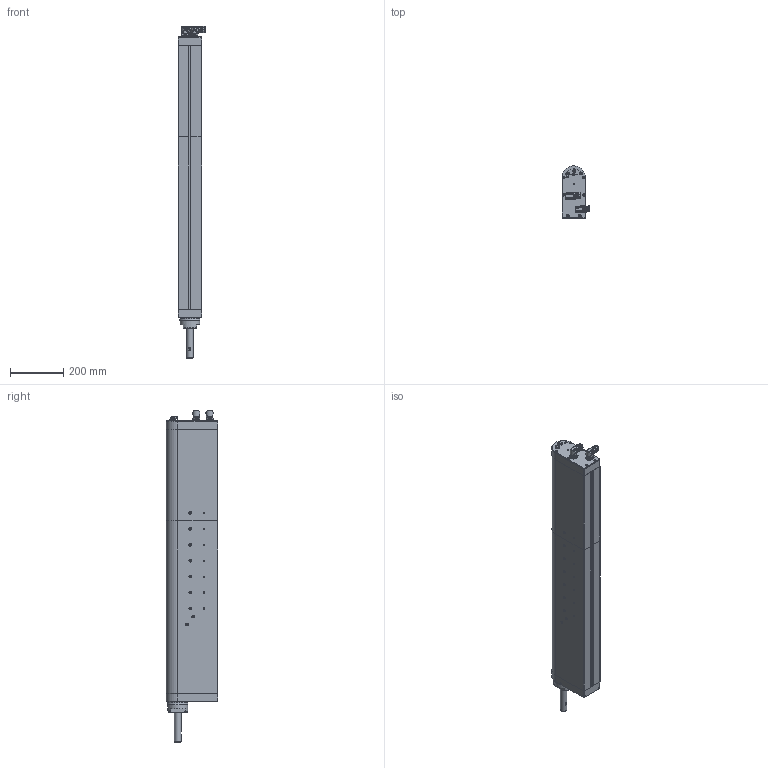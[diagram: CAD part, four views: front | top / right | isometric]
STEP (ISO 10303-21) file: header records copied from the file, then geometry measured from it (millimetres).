
FILE_DESCRIPTION (( 'STEP AP214' ), '1' );
FILE_NAME ('0186-0942_220905_PR02-88x76-C_48x240F-HP-C-300-L05_MS0x_TS00.STEP', '2022-09-05T13:49:49', ( '' ), ( '' ), 'SwSTEP 2.0', 'SolidWorks 2022', '' );
FILE_SCHEMA (( 'AUTOMOTIVE_DESIGN' ));
Length unit declared in the file: millimetre
Products named in the file (3): stator_PR02-88x76-C_48x240F-C-300-L05_MSxx_TS00; RS02h-DA-25x612-L01; 0186-0942_220905_PR02-88x76-C_48x240F-HP-C-300-L05_MS0x_TS00
Assembly tree (2 placements, depth 2):
  0186-0942_220905_PR02-88x76-C_48x240F-HP-C-300-L05_MS0x_TS00
    stator_PR02-88x76-C_48x240F-C-300-L05_MSxx_TS00
    RS02h-DA-25x612-L01
Bounding box: 104.03 x 195 x 1250.19 mm (x, y, z)
Volume: 17323820.2 mm3; surface area: 829674.1 mm2
Topology: 43 solids, 45 shells, 3948 faces, 9881 edges, 6084 vertices
Faces by surface type: plane 1351, cylinder 1250, cone 908, bspline 371, torus 55, sphere 13
Full cylindrical faces by diameter (mm): 1 x20, 1.2 x10, 1.5 x10, 1.7 x4, 1.8 x10, 2 x16, 2.05 x8, 2.5 x1, 2.6 x8, 2.7 x8, 2.8 x10, 2.9 x8, 4 x74, 4.2 x4, 4.3 x6, 4.5 x17, 5 x16, 5.5 x9, 5.7 x9, 6 x7, 6.4 x4, 6.8 x5, 7.388 x2, 7.6 x4, 8 x4, 8.4 x8, 9.5 x9, 10 x13, 10.5 x4, 11.8 x1
Entity records: 154068 total; most frequent: CARTESIAN_POINT 63320, ORIENTED_EDGE 17931, DIRECTION 15296, EDGE_CURVE 8968, VERTEX_POINT 5753, AXIS2_PLACEMENT_3D 5728, EDGE_LOOP 4648, FACE_OUTER_BOUND 4236
